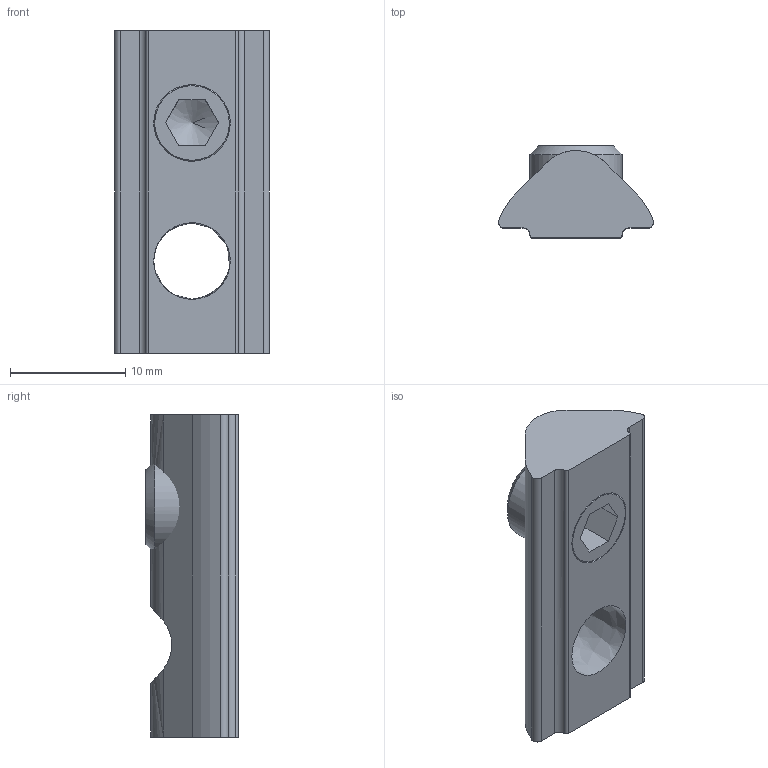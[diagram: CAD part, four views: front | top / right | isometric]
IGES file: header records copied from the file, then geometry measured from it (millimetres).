
Global section: file name: SV2152V_A; native system: Autodesk Inventor 2015; preprocessor: unknown; author: D. Wölk,; organization: 11; date: 20151130.084241; units: millimetre
Bounding box: 13.47 x 8 x 28 mm (x, y, z)
Volume: 1739.3 mm3; surface area: 1576.1 mm2
Topology: 2 solids, 2 shells, 34 faces, 97 edges, 65 vertices
Faces by surface type: bspline 34
